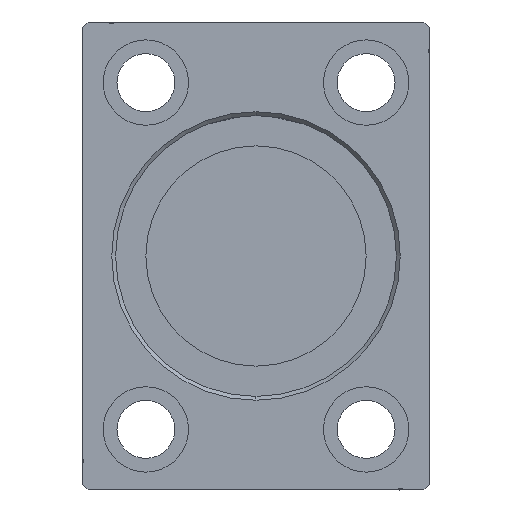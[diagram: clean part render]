
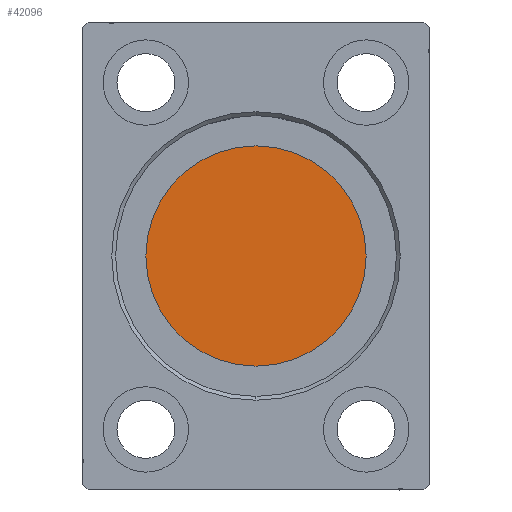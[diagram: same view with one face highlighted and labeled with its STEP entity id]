
A CAD part, left-side view. The second image highlights one B-rep face of the part: STEP entity #42096.
In plain terms, the highlighted planar face has unit normal (-1, 0, 0).
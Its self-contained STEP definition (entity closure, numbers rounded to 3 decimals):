
#235 = DIRECTION ( 'NONE',  ( -1., 0., 0. ) ) ;
#717 = DIRECTION ( 'NONE',  ( 0., 0., 1. ) ) ;
#1681 = CIRCLE ( 'NONE', #26291, 20. ) ;
#3532 = DIRECTION ( 'NONE',  ( 0., 0., 1. ) ) ;
#4145 = CARTESIAN_POINT ( 'NONE',  ( 236.3, 0., 0. ) ) ;
#4798 = ORIENTED_EDGE ( 'NONE', *, *, #13859, .T. ) ;
#6229 = CARTESIAN_POINT ( 'NONE',  ( 236.3, 0., 0. ) ) ;
#7359 = FACE_OUTER_BOUND ( 'NONE', #8014, .T. ) ;
#8014 = EDGE_LOOP ( 'NONE', ( #12024, #4798 ) ) ;
#12024 = ORIENTED_EDGE ( 'NONE', *, *, #28971, .T. ) ;
#12265 = AXIS2_PLACEMENT_3D ( 'NONE', #4145, #30069, #717 ) ;
#13859 = EDGE_CURVE ( 'NONE', #25654, #39898, #19296, .T. ) ;
#13902 = AXIS2_PLACEMENT_3D ( 'NONE', #32878, #22395, #3532 ) ;
#17633 = PLANE ( 'NONE',  #12265 ) ;
#19296 = CIRCLE ( 'NONE', #13902, 20. ) ;
#22395 = DIRECTION ( 'NONE',  ( -1., 0., 0. ) ) ;
#23541 = CARTESIAN_POINT ( 'NONE',  ( 236.3, 0., 20. ) ) ;
#25654 = VERTEX_POINT ( 'NONE', #33958 ) ;
#25937 = DIRECTION ( 'NONE',  ( 0., 0., 1. ) ) ;
#26291 = AXIS2_PLACEMENT_3D ( 'NONE', #6229, #235, #25937 ) ;
#28971 = EDGE_CURVE ( 'NONE', #39898, #25654, #1681, .T. ) ;
#30069 = DIRECTION ( 'NONE',  ( -1., 0., 0. ) ) ;
#32878 = CARTESIAN_POINT ( 'NONE',  ( 236.3, 0., 0. ) ) ;
#33958 = CARTESIAN_POINT ( 'NONE',  ( 236.3, 0., -20. ) ) ;
#39898 = VERTEX_POINT ( 'NONE', #23541 ) ;
#42096 = ADVANCED_FACE ( 'NONE', ( #7359 ), #17633, .T. ) ;
